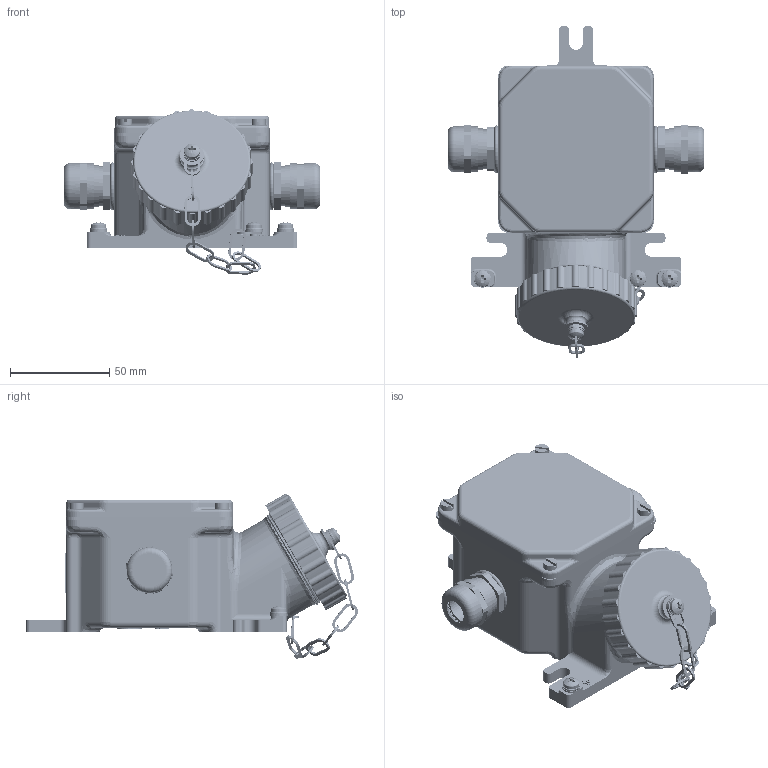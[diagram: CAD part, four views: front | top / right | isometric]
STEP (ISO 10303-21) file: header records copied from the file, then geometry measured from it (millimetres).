
FILE_DESCRIPTION (( 'STEP AP214' ), '1' );
FILE_NAME ('Ðîçåòêà ñ êëåììàìè - Ñáîðêà - 3 êàá. ââîäà.STEP', '2014-09-18T09:56:55', ( '' ), ( '' ), 'SwSTEP 2.0', 'SolidWorks 2013', '' );
FILE_SCHEMA (( 'AUTOMOTIVE_DESIGN' ));
Length unit declared in the file: millimetre
Products named in the file (51): 砐櫇謥玁縺; plain washer grade a_din_Washer DIN 125 - A 4.3; Ñàëüíèê - çàæèì; Weidmuller AKZ 1,5; 扻錪犩 - 鍒鳪; Êðûøêà ïëîñêàÿ; Pan Head Cross Recess Screw_DIN_ISO 7045 - M4 x 16 - Z --- 16N; Ñàëüíèê; Ðîçåòêà 220Â ñáîðêà; Weidmuller AKZ 1,5 Assembly ñîåäèíèò. ñ ìàðêèðîâêîé; Êîðïóñ ðîçåòêè 032; Curved Spring Lock Washer_DIN_Spring washer DIN 128 - A5; Ðàçäåëèòåëü; plain washer grade a_din_Washer DIN 125 - A 5.3; 枟謤麃鍒罻_1; Ðîçåòêà ñ êëåììàìè - Ñáîðêà - 3 êàá. ââîäà; 枟謤麃鍒罻_2; hex thin nut chamfered gradeab_din_Hexagon Thin Nut ISO 4035 - M5 - N; 枟謤麃鍒罻_3; Ïðîêëàäêà êðûøêè ðîçåòêè^Ðîçåòêà ñ êëåììàìè - Ñáîðêà - 3 êàá. ââîäà; countersunk flat head cross recess screw_din_ISO 7046-1 - M4 x 10 - Z --- 10N; 沓嚦鴀 - 鼁闉罻; Öåïî÷êà 2; Âòóëêà ïîä øòûðü 220Â ñáîðêà ñ ïëàñòèíîé 23ìì; pan slot head_am_B18.6.7M - M2 x 0.4 x 10 Slotted PHMS --10N; Çâåíî 5õ8 - äðóãîå; ﾎ魵瑙韃; ÈÌËÒ.735214.031 - Êðûøêà ðîçåòêè - ëàòóíü; 砑僔蠂縺 23擤; ﾖ齏竟蓿; Øòûðü äëÿ øòûðÿ çàçåìëåíèÿ 220Â; 栺闀闉 鼁闉罻; Âèíò Ì4õ8 + øàéáû; Âòóëêà ïîä êðóãëûé øòûðü 220Â; pan slot head_am_B18.6.7M - M2 x 0.4 x 8 Slotted PHMS --8N; Pan Head Cross Recess Screw_DIN_ISO 7045 - M4 x 8 - Z --- 8N; Ðîçåòêà 220Â âåðñèÿ 2; Ïëàñòèíà ê ñòîïîðó; Øèëüäà ÐØÌ-Ë-220-2-1-14-1-67; 湾恹镟溧栝 忤眚 ...
Assembly tree (128 placements, depth 4):
  Ðîçåòêà ñ êëåììàìè - Ñáîðêà - 3 êàá. ââîäà
    Êîðïóñ ðîçåòêè 032
    Ñàëüíèê  x2
      Ñàëüíèê
      扻錪犩 - 鍒鳪
      Ñàëüíèê - çàæèì
      Ïëàñòèêîâàÿ âñòàâêà
      逄鋋襡樇鳺 - 謥賥縺
    Ïðîêëàäêà
    湾恹镟溧栝 忤眚  x4
    Ðîçåòêà 220Â ñáîðêà
      Ðîçåòêà 220Â âåðñèÿ 2
      Âòóëêà ïîä êðóãëûé øòûðü 220Â  x2
      Âòóëêà ïîä øòûðü 220Â ñáîðêà ñ ïëàñòèíîé 23ìì
        Øòûðü äëÿ øòûðÿ çàçåìëåíèÿ 220Â
        砑僔蠂縺 23擤
      countersunk flat head cross recess screw_din_ISO 7046-1 - M4 x 10 - Z --- 10N
      hex thin nut chamfered gradeab_din_Hexagon Thin Nut ISO 4035 - M5 - N  x4
      plain washer grade a_din_Washer DIN 125 - A 5.3  x2
      Curved Spring Lock Washer_DIN_Spring washer DIN 128 - A5  x2
    Êðûøêà ïëîñêàÿ
    Weidmuller AKZ 1,5 Assembly ñîåäèíèò. ñ ìàðêèðîâêîé
      Weidmuller AKZ 1,5  x6
      砐櫇謥玁縺  x6
      Ê ïîïåðå÷èíå 1  x12
      pan slot head_am_B18.6.7M - M2 x 0.4 x 4 Slotted PHMS --4N  x12
      DIN ðåéêà
      栺闀闉 鼁闉罻
        栺闀闉
        Ïëàñòèíà ê ñòîïîðó
        pan slot head_am_B18.6.7M - M2 x 0.4 x 8 Slotted PHMS --8N
      沓嚦鴀 - 鼁闉罻  x3
        ﾖ齏竟蓿
        ﾎ魵瑙韃
        pan slot head_am_B18.6.7M - M2 x 0.4 x 10 Slotted PHMS --10N
      枟謤麃鍒罻_3  x4
      枟謤麃鍒罻_2  x4
      枟謤麃鍒罻_1  x4
      栺闀闉
      Ðàçäåëèòåëü  x3
    Âèíò Ì4õ16 + øàéáû  x2
      Pan Head Cross Recess Screw_DIN_ISO 7045 - M4 x 16 - Z --- 16N
      plain washer grade a_din_Washer DIN 125 - A 4.3
      spring lock washer 2_din_DIN 6905-4.55-FSt
    嵙錪魡 諘谾擫樇鳺  x2
    Øèëüäà ÐØÌ-Ë-220-2-1-14-1-67
    Âèíò Ì4õ8 + øàéáû  x8
      Pan Head Cross Recess Screw_DIN_ISO 7045 - M4 x 8 - Z --- 8N
      plain washer grade a_din_Washer DIN 125 - A 4.3
      spring lock washer 2_din_DIN 6905-4.55-FSt
    ÈÌËÒ.735214.031 - Êðûøêà ðîçåòêè - ëàòóíü
    Öåïî÷êà 2
      Çâåíî 5õ8 - äðóãîå  x10
    Ïðîêëàäêà êðûøêè ðîçåòêè^Ðîçåòêà ñ êëåììàìè - Ñáîðêà - 3 êàá. ââîäà
Bounding box: 129 x 166.86 x 83.07 mm (x, y, z)
Volume: 244402.6 mm3; surface area: 168244.6 mm2
Topology: 149 solids, 149 shells, 6274 faces, 16681 edges, 10825 vertices
Faces by surface type: plane 3826, cylinder 1355, bspline 679, cone 196, torus 193, sphere 25
Entity records: 131441 total; most frequent: CARTESIAN_POINT 58660, ORIENTED_EDGE 15748, DIRECTION 12537, EDGE_CURVE 7874, VERTEX_POINT 5093, VECTOR 4573, LINE 4573, AXIS2_PLACEMENT_3D 3982
